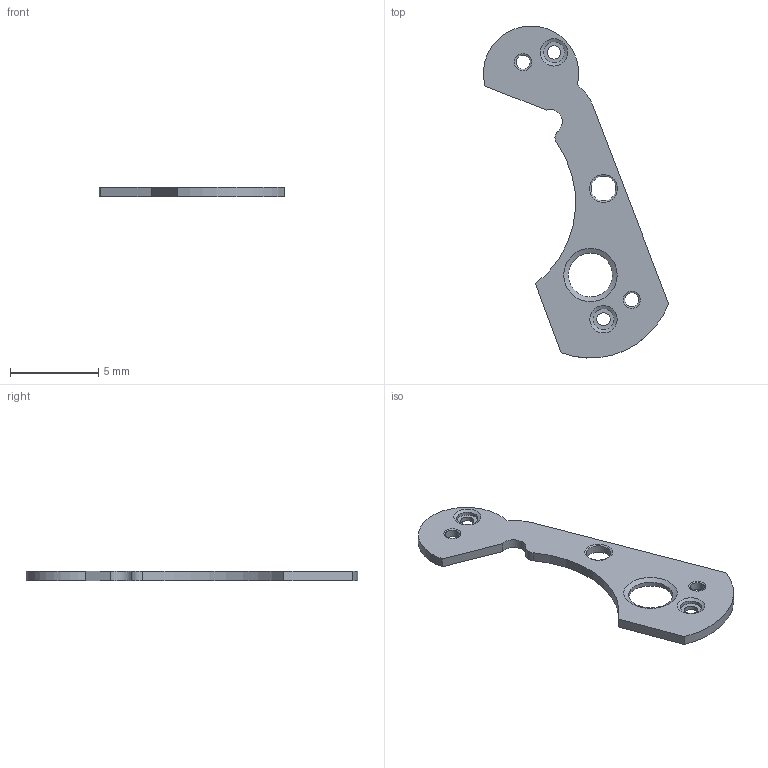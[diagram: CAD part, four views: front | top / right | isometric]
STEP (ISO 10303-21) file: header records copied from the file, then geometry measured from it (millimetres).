
FILE_DESCRIPTION(('STEP AP203'), '1');
FILE_NAME('ÀÆØ.8.075.202_Ìîñò_öåíòðàëüíûé', '', ('UNSPECIFIED'), ('UNSPECIFIED'), 'C3D Converter', 'C3D Toolkit', '');
FILE_SCHEMA(('CONFIG_CONTROL_DESIGN'));
Length unit declared in the file: millimetre
Products named in the file (1): АЖШ8.075.202
Bounding box: 10.47 x 18.78 x 0.55 mm (x, y, z)
Volume: 38.7 mm3; surface area: 181.3 mm2
Topology: 1 solids, 1 shells, 34 faces, 84 edges, 54 vertices
Faces by surface type: cylinder 14, cone 12, plane 8
Full cylindrical faces by diameter (mm): 0.75 x2, 0.8 x2, 1.2 x2, 1.4 x1, 2.5 x1
Entity records: 1596 total; most frequent: CARTESIAN_POINT 777, DIRECTION 168, ORIENTED_EDGE 128, AXIS2_PLACEMENT_3D 75, EDGE_LOOP 68, EDGE_CURVE 64, VERTEX_POINT 54, FACE_BOUND 40
